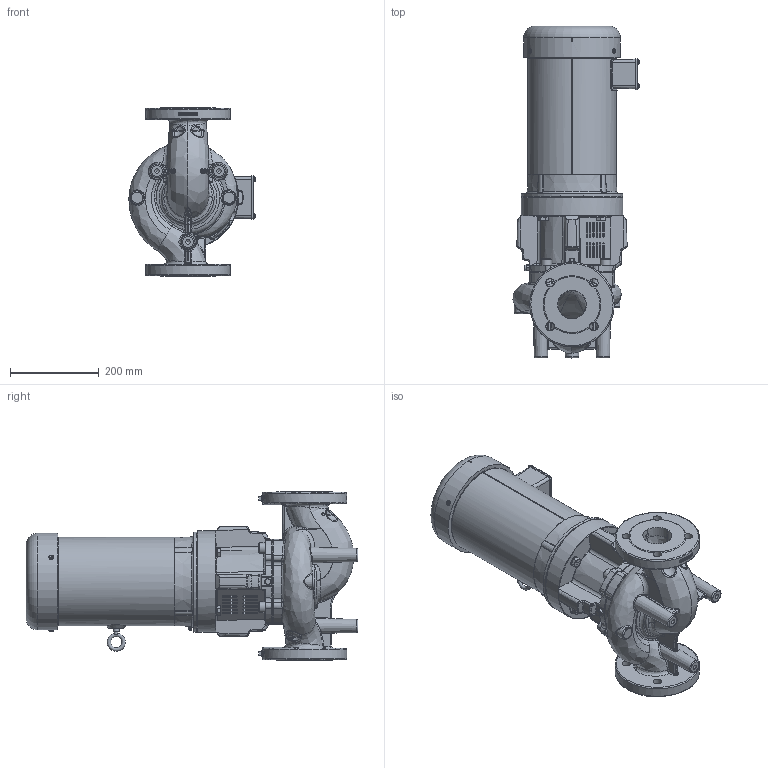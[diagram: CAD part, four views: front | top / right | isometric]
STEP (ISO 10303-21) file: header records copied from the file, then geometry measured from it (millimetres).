
FILE_DESCRIPTION(/* description */ (''),/* implementation_level */ '2;1');
FILE_NAME(/* name */ '2714651 - PUMP IL2.5 65_420-2-S1E 460V_3_60 TEFC_Shrinkwrap_1.stp',/* time_stamp */ '2022-03-23T15:20:40-05:00',/* author */ ('faliszekte'),/* organization */ (''),/* preprocessor_version */ 'ST-DEVELOPER v18.1',/* originating_system */ 'Autodesk Inventor 2021',/* authorisation */ '');
FILE_SCHEMA (('AUTOMOTIVE_DESIGN { 1 0 10303 214 3 1 1 }'));
Length unit declared in the file: inch
Products named in the file (1): 2714651 - PUMP IL2.5 65_420-2-S1E 460V_3_60 TEFC_Shrinkwrap_1
Bounding box: 284.91 x 749.19 x 381 mm (x, y, z)
Surface area: 1085129.8 mm2 (no closed solid volume)
Topology: 0 solids, 30 shells, 3013 faces, 8591 edges, 5605 vertices
Faces by surface type: plane 1135, cylinder 832, bspline 702, cone 203, sphere 76, torus 65
Full cylindrical faces by diameter (mm): 3.768 x1, 8 x2, 8.141 x10, 9 x1, 9.652 x1, 10.11 x3, 10.516 x7, 11.1 x2, 12.548 x1, 12.7 x64, 13.8 x2, 19.05 x8, 23.812 x4, 33 x1, 34.919 x1, 39.05 x1, 116 x1, 190.5 x2, 215.862 x1, 218.328 x1, 229 x1
Entity records: 178153 total; most frequent: CARTESIAN_POINT 101893, ORIENTED_EDGE 15769, DIRECTION 13978, EDGE_CURVE 8545, VERTEX_POINT 5605, AXIS2_PLACEMENT_3D 5125, LINE 3728, VECTOR 3728
